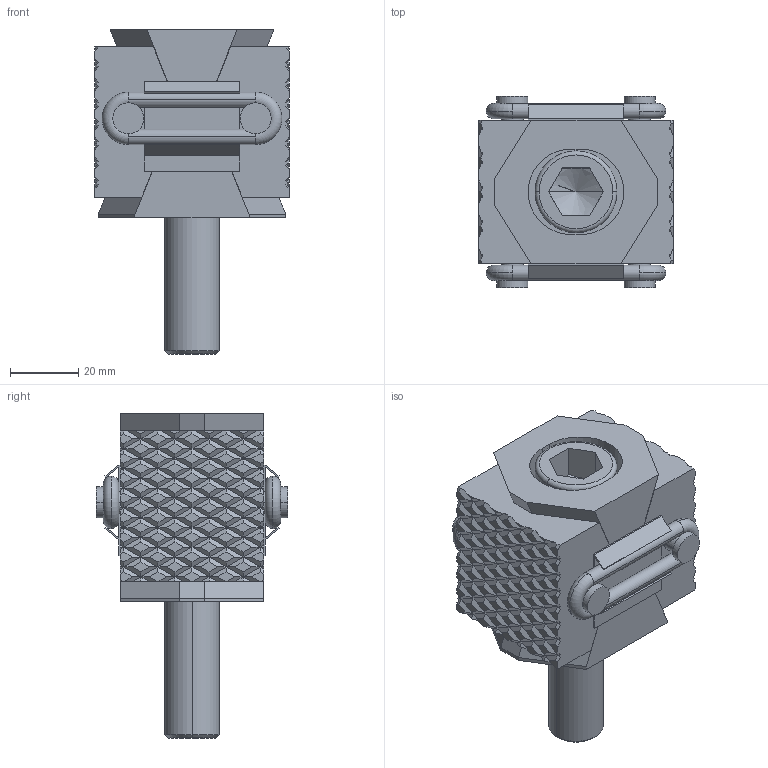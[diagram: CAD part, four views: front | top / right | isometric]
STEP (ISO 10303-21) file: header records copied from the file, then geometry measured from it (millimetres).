
FILE_DESCRIPTION(('STEP AP214'),'1');
FILE_NAME(' ',' ',('TraceParts'),('TraceParts S.A.'),'XStep 1.0',' ',' ');
FILE_SCHEMA(('automotive_design'));
Length unit declared in the file: millimetre
Products named in the file (12): 1; 2; 3; 4; 5; 6; 7; 8; 9; 10; 11; 12
Bounding box: 57 x 56 x 95 mm (x, y, z)
Volume: 139892.7 mm3; surface area: 40827.1 mm2
Topology: 12 solids, 12 shells, 933 faces, 2044 edges, 1137 vertices
Faces by surface type: plane 887, cylinder 30, torus 10, cone 6
Entity records: 47810 total; most frequent: CARTESIAN_POINT 4160, STYLED_ITEM 4124, PRESENTATION_STYLE_ASSIGNMENT 4124, COLOUR_RGB 4124, ORIENTED_EDGE 4084, DIRECTION 4006, EDGE_CURVE 2042, CURVE_STYLE 2042
